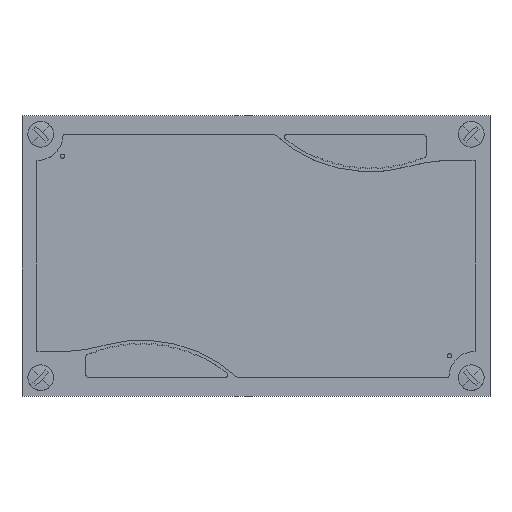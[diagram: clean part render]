
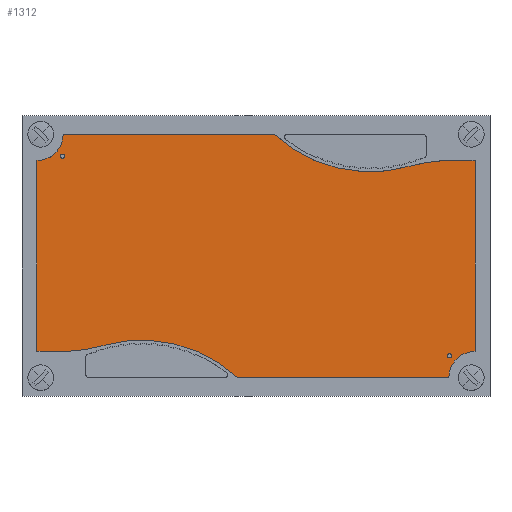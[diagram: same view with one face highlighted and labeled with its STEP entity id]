
A CAD part, top view. The second image highlights one B-rep face of the part: STEP entity #1312.
In plain terms, the highlighted planar face has unit normal (0, 0, 1).
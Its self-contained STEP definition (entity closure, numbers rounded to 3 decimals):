
#1312=ADVANCED_FACE('',(#3076,#3077,#3078),#3079,.T.);
#3076=FACE_OUTER_BOUND('',#5409,.T.);
#3077=FACE_BOUND('',#5410,.T.);
#3078=FACE_BOUND('',#5411,.T.);
#3079=PLANE('',#5412);
#5409=EDGE_LOOP('',(#8631,#8632,#8633,#8634,#8635,#8636,#8637,#8638,#8639,#8640,#8641,#8642));
#5410=EDGE_LOOP('',(#8643,#8644));
#5411=EDGE_LOOP('',(#8645,#8646));
#5412=AXIS2_PLACEMENT_3D('',#8647,#8648,#8649);
#8631=ORIENTED_EDGE('',*,*,#15032,.T.);
#8632=ORIENTED_EDGE('',*,*,#15028,.T.);
#8633=ORIENTED_EDGE('',*,*,#15023,.T.);
#8634=ORIENTED_EDGE('',*,*,#15040,.T.);
#8635=ORIENTED_EDGE('',*,*,#15041,.T.);
#8636=ORIENTED_EDGE('',*,*,#15042,.T.);
#8637=ORIENTED_EDGE('',*,*,#15043,.T.);
#8638=ORIENTED_EDGE('',*,*,#15044,.T.);
#8639=ORIENTED_EDGE('',*,*,#15045,.T.);
#8640=ORIENTED_EDGE('',*,*,#15046,.T.);
#8641=ORIENTED_EDGE('',*,*,#15047,.T.);
#8642=ORIENTED_EDGE('',*,*,#15036,.F.);
#8643=ORIENTED_EDGE('',*,*,#14507,.T.);
#8644=ORIENTED_EDGE('',*,*,#14473,.T.);
#8645=ORIENTED_EDGE('',*,*,#14511,.T.);
#8646=ORIENTED_EDGE('',*,*,#14468,.T.);
#8647=CARTESIAN_POINT('',(125.0,75.0,64.3));
#8648=DIRECTION('',(0.0,0.0,1.0));
#8649=DIRECTION('',(0.0,-1.0,0.0));
#14468=EDGE_CURVE('',#17335,#17339,#17341,.T.);
#14473=EDGE_CURVE('',#17344,#17348,#17350,.T.);
#14507=EDGE_CURVE('',#17348,#17344,#17400,.T.);
#14511=EDGE_CURVE('',#17339,#17335,#17404,.T.);
#15023=EDGE_CURVE('',#18160,#18161,#18162,.T.);
#15028=EDGE_CURVE('',#18169,#18160,#18170,.T.);
#15032=EDGE_CURVE('',#18175,#18169,#18176,.T.);
#15036=EDGE_CURVE('',#18175,#18181,#18182,.T.);
#15040=EDGE_CURVE('',#18161,#18187,#18188,.T.);
#15041=EDGE_CURVE('',#18187,#18189,#18190,.T.);
#15042=EDGE_CURVE('',#18189,#18191,#18192,.T.);
#15043=EDGE_CURVE('',#18191,#18193,#18194,.T.);
#15044=EDGE_CURVE('',#18193,#18195,#18196,.T.);
#15045=EDGE_CURVE('',#18195,#18197,#18198,.T.);
#15046=EDGE_CURVE('',#18197,#18199,#18200,.T.);
#15047=EDGE_CURVE('',#18199,#18181,#18201,.T.);
#17335=VERTEX_POINT('',#21576);
#17339=VERTEX_POINT('',#21581);
#17341=CIRCLE('',#21584,1.1);
#17344=VERTEX_POINT('',#21587);
#17348=VERTEX_POINT('',#21592);
#17350=CIRCLE('',#21595,1.1);
#17400=CIRCLE('',#21653,1.1);
#17404=CIRCLE('',#21657,1.1);
#18160=VERTEX_POINT('',#22681);
#18161=VERTEX_POINT('',#22682);
#18162=CIRCLE('',#22683,75.627);
#18169=VERTEX_POINT('',#22692);
#18170=CIRCLE('',#22693,77.855);
#18175=VERTEX_POINT('',#22699);
#18176=LINE('',#22700,#22701);
#18181=VERTEX_POINT('',#22708);
#18182=LINE('',#22709,#22710);
#18187=VERTEX_POINT('',#22717);
#18188=LINE('',#22718,#22719);
#18189=VERTEX_POINT('',#22720);
#18190=CIRCLE('',#22721,14.0);
#18191=VERTEX_POINT('',#22722);
#18192=LINE('',#22723,#22724);
#18193=VERTEX_POINT('',#22725);
#18194=LINE('',#22726,#22727);
#18195=VERTEX_POINT('',#22728);
#18196=CIRCLE('',#22729,77.855);
#18197=VERTEX_POINT('',#22730);
#18198=CIRCLE('',#22731,75.627);
#18199=VERTEX_POINT('',#22732);
#18200=LINE('',#22733,#22734);
#18201=CIRCLE('',#22735,14.0);
#21576=CARTESIAN_POINT('',(229.434,21.666,64.3));
#21581=CARTESIAN_POINT('',(227.234,21.666,64.3));
#21584=AXIS2_PLACEMENT_3D('',#27728,#27729,#27730);
#21587=CARTESIAN_POINT('',(22.766,128.334,64.3));
#21592=CARTESIAN_POINT('',(20.566,128.334,64.3));
#21595=AXIS2_PLACEMENT_3D('',#27736,#27737,#27738);
#21653=AXIS2_PLACEMENT_3D('',#27795,#27796,#27797);
#21657=AXIS2_PLACEMENT_3D('',#27801,#27802,#27803);
#22681=CARTESIAN_POINT('',(207.3,123.,64.3));
#22682=CARTESIAN_POINT('',(134.8,140.,64.3));
#22683=AXIS2_PLACEMENT_3D('',#28387,#28388,#28389);
#22692=CARTESIAN_POINT('',(228.5,126.0,64.3));
#22693=AXIS2_PLACEMENT_3D('',#28395,#28396,#28397);
#22699=CARTESIAN_POINT('',(242.0,126.0,64.3));
#22700=CARTESIAN_POINT('',(180.125,126.0,64.3));
#22701=VECTOR('',#28402,1.0);
#22708=CARTESIAN_POINT('',(242.0,24.0,64.3));
#22709=CARTESIAN_POINT('',(242.0,75.0,64.3));
#22710=VECTOR('',#28405,1.0);
#22717=CARTESIAN_POINT('',(22.,140.,64.3));
#22718=CARTESIAN_POINT('',(125.0,140.0,64.3));
#22719=VECTOR('',#28408,1.0);
#22720=CARTESIAN_POINT('',(8.0,126.0,64.3));
#22721=AXIS2_PLACEMENT_3D('',#28409,#28410,#28411);
#22722=CARTESIAN_POINT('',(8.0,24.0,64.3));
#22723=CARTESIAN_POINT('',(8.0,75.0,64.3));
#22724=VECTOR('',#28412,1.0);
#22725=CARTESIAN_POINT('',(21.5,24.0,64.3));
#22726=CARTESIAN_POINT('',(69.875,24.0,64.3));
#22727=VECTOR('',#28413,1.0);
#22728=CARTESIAN_POINT('',(42.7,27.,64.3));
#22729=AXIS2_PLACEMENT_3D('',#28414,#28415,#28416);
#22730=CARTESIAN_POINT('',(115.2,10.,64.3));
#22731=AXIS2_PLACEMENT_3D('',#28417,#28418,#28419);
#22732=CARTESIAN_POINT('',(228.,10.,64.3));
#22733=CARTESIAN_POINT('',(125.0,10.0,64.3));
#22734=VECTOR('',#28420,1.0);
#22735=AXIS2_PLACEMENT_3D('',#28421,#28422,#28423);
#27728=CARTESIAN_POINT('',(228.334,21.666,64.3));
#27729=DIRECTION('',(0.0,0.0,-1.0));
#27730=DIRECTION('',(1.0,0.0,0.0));
#27736=CARTESIAN_POINT('',(21.666,128.334,64.3));
#27737=DIRECTION('',(0.0,0.0,-1.0));
#27738=DIRECTION('',(1.0,0.0,0.0));
#27795=CARTESIAN_POINT('',(21.666,128.334,64.3));
#27796=DIRECTION('',(0.0,0.0,-1.0));
#27797=DIRECTION('',(1.0,0.0,0.0));
#27801=CARTESIAN_POINT('',(228.334,21.666,64.3));
#27802=DIRECTION('',(0.0,0.0,-1.0));
#27803=DIRECTION('',(1.0,0.0,0.0));
#28387=CARTESIAN_POINT('',(186.078,195.589,64.3));
#28388=DIRECTION('',(-0.0,0.0,-1.0));
#28389=DIRECTION('',(-0.678,-0.735,0.0));
#28395=CARTESIAN_POINT('',(228.705,48.145,64.3));
#28396=DIRECTION('',(0.0,0.0,1.0));
#28397=DIRECTION('',(-0.003,1.,0.0));
#28402=DIRECTION('',(-1.0,-0.0,0.0));
#28405=DIRECTION('',(0.0,-1.0,0.0));
#28408=DIRECTION('',(-1.0,0.0,0.0));
#28409=CARTESIAN_POINT('',(8.,140.,64.3));
#28410=DIRECTION('',(0.0,0.0,-1.0));
#28411=DIRECTION('',(0.,-1.0,0.0));
#28412=DIRECTION('',(0.0,-1.0,0.0));
#28413=DIRECTION('',(1.0,0.0,0.0));
#28414=CARTESIAN_POINT('',(21.295,101.855,64.3));
#28415=DIRECTION('',(0.0,0.0,1.0));
#28416=DIRECTION('',(0.003,-1.,0.0));
#28417=CARTESIAN_POINT('',(63.922,-45.589,64.3));
#28418=DIRECTION('',(0.0,0.0,-1.0));
#28419=DIRECTION('',(0.678,0.735,0.0));
#28420=DIRECTION('',(1.0,0.0,0.0));
#28421=CARTESIAN_POINT('',(242.,10.,64.3));
#28422=DIRECTION('',(0.0,0.0,-1.0));
#28423=DIRECTION('',(0.,1.0,0.0));
